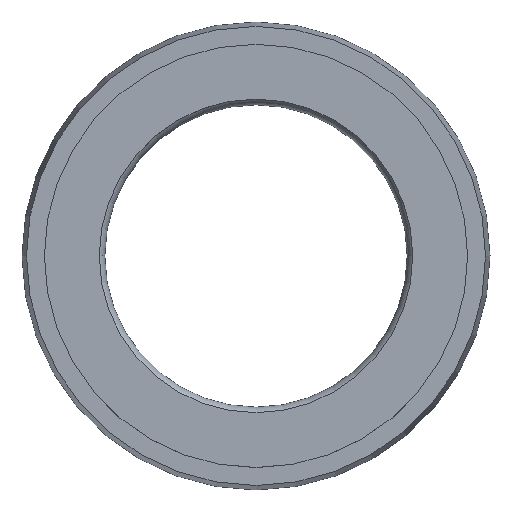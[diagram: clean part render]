
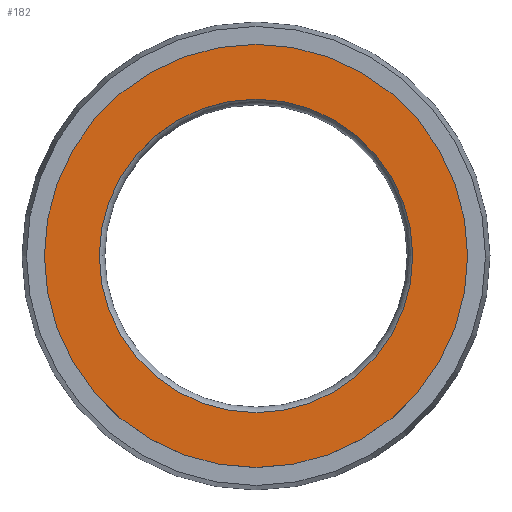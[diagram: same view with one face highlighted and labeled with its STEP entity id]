
A CAD part, top view. The second image highlights one B-rep face of the part: STEP entity #182.
In plain terms, the highlighted planar face has unit normal (0, 0, 1).
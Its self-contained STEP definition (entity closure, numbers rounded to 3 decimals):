
#21 = FACE_OUTER_BOUND ( 'NONE', #494, .T. ) ;
#65 = DIRECTION ( 'NONE',  ( 0., 0., 1. ) ) ;
#73 = AXIS2_PLACEMENT_3D ( 'NONE', #164, #503, #168 ) ;
#110 = PLANE ( 'NONE',  #342 ) ;
#111 = VERTEX_POINT ( 'NONE', #335 ) ;
#151 = CARTESIAN_POINT ( 'NONE',  ( 0., 0., 0. ) ) ;
#155 = DIRECTION ( 'NONE',  ( 1., 0., 0. ) ) ;
#160 = EDGE_CURVE ( 'NONE', #637, #379, #451, .T. ) ;
#164 = CARTESIAN_POINT ( 'NONE',  ( 0., 0., 0. ) ) ;
#168 = DIRECTION ( 'NONE',  ( 1., 0., 0. ) ) ;
#182 = ADVANCED_FACE ( 'NONE', ( #305, #21 ), #110, .F. ) ;
#189 = AXIS2_PLACEMENT_3D ( 'NONE', #151, #552, #155 ) ;
#205 = ORIENTED_EDGE ( 'NONE', *, *, #525, .F. ) ;
#212 = EDGE_CURVE ( 'NONE', #607, #111, #521, .T. ) ;
#213 = CARTESIAN_POINT ( 'NONE',  ( 7., 0., 0. ) ) ;
#219 = EDGE_LOOP ( 'NONE', ( #540, #205 ) ) ;
#233 = EDGE_CURVE ( 'NONE', #379, #637, #245, .T. ) ;
#245 = CIRCLE ( 'NONE', #383, 9.45 ) ;
#305 = FACE_BOUND ( 'NONE', #219, .T. ) ;
#335 = CARTESIAN_POINT ( 'NONE',  ( -7., 0., 0. ) ) ;
#342 = AXIS2_PLACEMENT_3D ( 'NONE', #443, #413, #508 ) ;
#343 = ORIENTED_EDGE ( 'NONE', *, *, #160, .T. ) ;
#360 = CARTESIAN_POINT ( 'NONE',  ( 0., 0., 0. ) ) ;
#379 = VERTEX_POINT ( 'NONE', #599 ) ;
#383 = AXIS2_PLACEMENT_3D ( 'NONE', #360, #65, #475 ) ;
#408 = CARTESIAN_POINT ( 'NONE',  ( -9.45, 0., 0. ) ) ;
#413 = DIRECTION ( 'NONE',  ( 0., 0., -1. ) ) ;
#443 = CARTESIAN_POINT ( 'NONE',  ( 0., 0., 0. ) ) ;
#451 = CIRCLE ( 'NONE', #189, 9.45 ) ;
#464 = CIRCLE ( 'NONE', #625, 7. ) ;
#475 = DIRECTION ( 'NONE',  ( 1., 0., 0. ) ) ;
#492 = DIRECTION ( 'NONE',  ( 0., 0., 1. ) ) ;
#494 = EDGE_LOOP ( 'NONE', ( #601, #343 ) ) ;
#503 = DIRECTION ( 'NONE',  ( 0., 0., 1. ) ) ;
#508 = DIRECTION ( 'NONE',  ( -1., 0., 0. ) ) ;
#521 = CIRCLE ( 'NONE', #73, 7. ) ;
#525 = EDGE_CURVE ( 'NONE', #111, #607, #464, .T. ) ;
#540 = ORIENTED_EDGE ( 'NONE', *, *, #212, .F. ) ;
#552 = DIRECTION ( 'NONE',  ( 0., 0., 1. ) ) ;
#556 = CARTESIAN_POINT ( 'NONE',  ( 0., 0., 0. ) ) ;
#599 = CARTESIAN_POINT ( 'NONE',  ( 9.45, 0., 0. ) ) ;
#601 = ORIENTED_EDGE ( 'NONE', *, *, #233, .T. ) ;
#607 = VERTEX_POINT ( 'NONE', #213 ) ;
#613 = DIRECTION ( 'NONE',  ( 1., 0., 0. ) ) ;
#625 = AXIS2_PLACEMENT_3D ( 'NONE', #556, #492, #613 ) ;
#637 = VERTEX_POINT ( 'NONE', #408 ) ;
